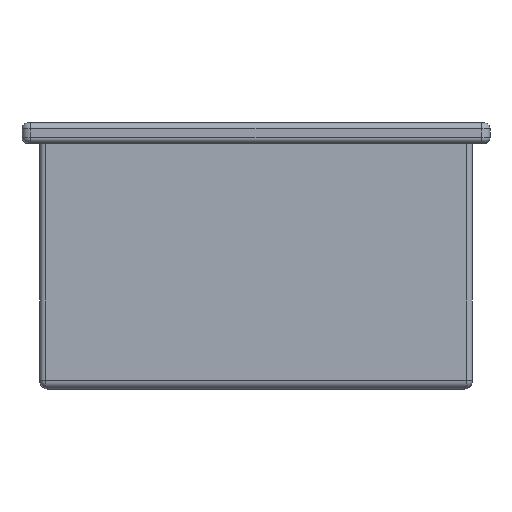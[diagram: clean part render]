
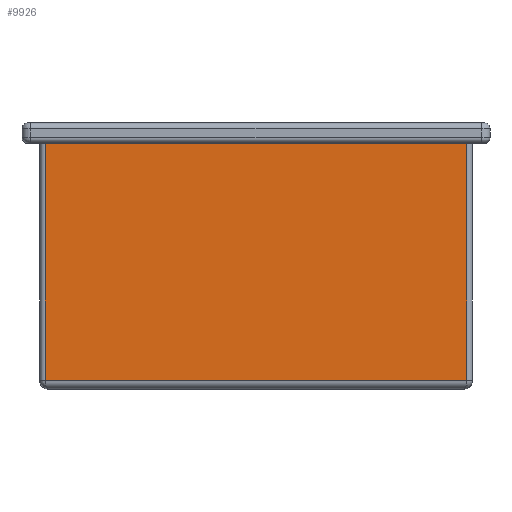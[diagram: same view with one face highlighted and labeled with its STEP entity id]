
A CAD part, front view. The second image highlights one B-rep face of the part: STEP entity #9926.
In plain terms, the highlighted planar face has unit normal (0, -1, 0).
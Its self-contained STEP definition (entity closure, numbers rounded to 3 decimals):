
#392 = VERTEX_POINT ( 'NONE', #7248 ) ;
#623 = DIRECTION ( 'NONE',  ( -1., 0., 0. ) ) ;
#634 = VECTOR ( 'NONE', #3718, 1000. ) ;
#700 = VERTEX_POINT ( 'NONE', #9840 ) ;
#852 = CARTESIAN_POINT ( 'NONE',  ( 0.037, -3.424, -8.7 ) ) ;
#1088 = CARTESIAN_POINT ( 'NONE',  ( -12.163, -3.424, -8.7 ) ) ;
#1145 = ORIENTED_EDGE ( 'NONE', *, *, #7843, .T. ) ;
#1168 = AXIS2_PLACEMENT_3D ( 'NONE', #852, #4080, #8191 ) ;
#1921 = DIRECTION ( 'NONE',  ( 0., 0., 1. ) ) ;
#2338 = CARTESIAN_POINT ( 'NONE',  ( 2.237, -3.424, -0.7 ) ) ;
#2540 = LINE ( 'NONE', #8590, #634 ) ;
#2824 = EDGE_CURVE ( 'NONE', #6104, #392, #4800, .T. ) ;
#3387 = VECTOR ( 'NONE', #1921, 1000. ) ;
#3508 = VECTOR ( 'NONE', #8000, 1000. ) ;
#3557 = ORIENTED_EDGE ( 'NONE', *, *, #2824, .T. ) ;
#3627 = LINE ( 'NONE', #1088, #3387 ) ;
#3718 = DIRECTION ( 'NONE',  ( 0., 0., 1. ) ) ;
#4075 = EDGE_CURVE ( 'NONE', #700, #4119, #5919, .T. ) ;
#4080 = DIRECTION ( 'NONE',  ( 0., -1., 0. ) ) ;
#4119 = VERTEX_POINT ( 'NONE', #5621 ) ;
#4800 = LINE ( 'NONE', #10350, #6706 ) ;
#5621 = CARTESIAN_POINT ( 'NONE',  ( 2.237, -3.424, -8.8 ) ) ;
#5919 = LINE ( 'NONE', #10396, #3508 ) ;
#6104 = VERTEX_POINT ( 'NONE', #2338 ) ;
#6360 = ORIENTED_EDGE ( 'NONE', *, *, #6803, .F. ) ;
#6706 = VECTOR ( 'NONE', #623, 1000. ) ;
#6803 = EDGE_CURVE ( 'NONE', #700, #392, #3627, .T. ) ;
#7099 = EDGE_LOOP ( 'NONE', ( #6360, #9029, #1145, #3557 ) ) ;
#7248 = CARTESIAN_POINT ( 'NONE',  ( -12.163, -3.424, -0.7 ) ) ;
#7256 = FACE_OUTER_BOUND ( 'NONE', #7099, .T. ) ;
#7368 = PLANE ( 'NONE',  #1168 ) ;
#7843 = EDGE_CURVE ( 'NONE', #4119, #6104, #2540, .T. ) ;
#8000 = DIRECTION ( 'NONE',  ( 1., 0., 0. ) ) ;
#8191 = DIRECTION ( 'NONE',  ( 0., 0., -1. ) ) ;
#8590 = CARTESIAN_POINT ( 'NONE',  ( 2.237, -3.424, -8.7 ) ) ;
#9029 = ORIENTED_EDGE ( 'NONE', *, *, #4075, .T. ) ;
#9840 = CARTESIAN_POINT ( 'NONE',  ( -12.163, -3.424, -8.8 ) ) ;
#9926 = ADVANCED_FACE ( 'NONE', ( #7256 ), #7368, .T. ) ;
#10350 = CARTESIAN_POINT ( 'NONE',  ( 2.437, -3.424, -0.7 ) ) ;
#10396 = CARTESIAN_POINT ( 'NONE',  ( 0.037, -3.424, -8.8 ) ) ;
